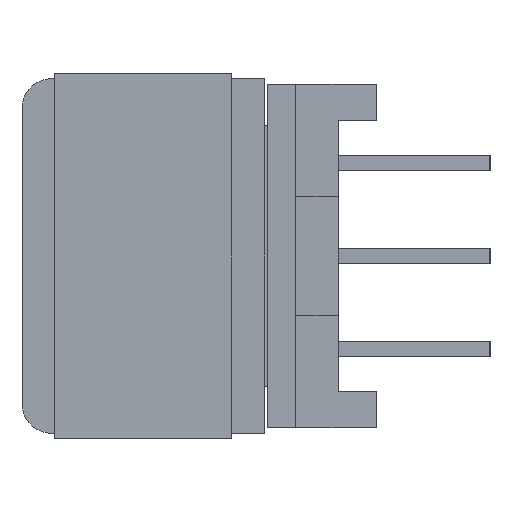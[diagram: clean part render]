
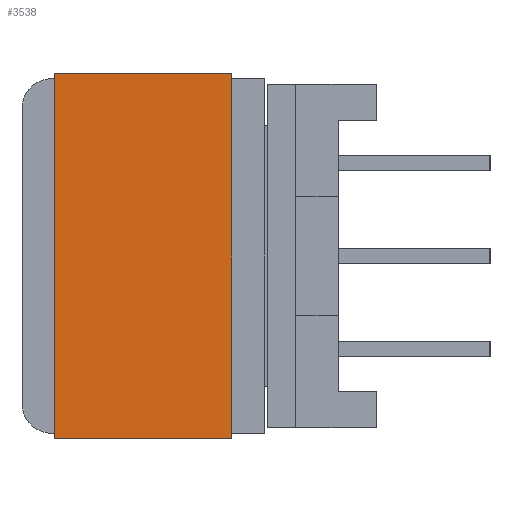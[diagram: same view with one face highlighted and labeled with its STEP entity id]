
A CAD part, left-side view. The second image highlights one B-rep face of the part: STEP entity #3538.
In plain terms, the highlighted planar face has unit normal (-1, 0, 0).
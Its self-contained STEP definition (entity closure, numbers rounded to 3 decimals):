
#54 = CARTESIAN_POINT ( 'NONE',  ( -0.14, 0.14, -4.75 ) ) ;
#261 = EDGE_CURVE ( 'NONE', #3348, #1416, #1218, .T. ) ;
#310 = CARTESIAN_POINT ( 'NONE',  ( -0.14, 0.14, -4.75 ) ) ;
#401 = DIRECTION ( 'NONE',  ( 0., -1., 0. ) ) ;
#429 = CARTESIAN_POINT ( 'NONE',  ( -0.14, -9.64, 0. ) ) ;
#435 = CARTESIAN_POINT ( 'NONE',  ( -0.14, 0.14, 0. ) ) ;
#476 = LINE ( 'NONE', #3697, #3993 ) ;
#479 = CARTESIAN_POINT ( 'NONE',  ( -0.14, -9.64, -4.75 ) ) ;
#632 = DIRECTION ( 'NONE',  ( 0., 0., 1. ) ) ;
#667 = VECTOR ( 'NONE', #401, 1000. ) ;
#720 = ORIENTED_EDGE ( 'NONE', *, *, #3052, .F. ) ;
#831 = CARTESIAN_POINT ( 'NONE',  ( -0.14, 0.14, -4.75 ) ) ;
#1186 = DIRECTION ( 'NONE',  ( 0., -1., 0. ) ) ;
#1218 = LINE ( 'NONE', #479, #2959 ) ;
#1287 = FACE_OUTER_BOUND ( 'NONE', #3458, .T. ) ;
#1416 = VERTEX_POINT ( 'NONE', #429 ) ;
#1639 = ORIENTED_EDGE ( 'NONE', *, *, #3144, .T. ) ;
#1719 = LINE ( 'NONE', #54, #667 ) ;
#1893 = EDGE_CURVE ( 'NONE', #2611, #1416, #476, .T. ) ;
#1979 = DIRECTION ( 'NONE',  ( 0., -1., 0. ) ) ;
#2094 = LINE ( 'NONE', #310, #3031 ) ;
#2321 = CARTESIAN_POINT ( 'NONE',  ( -0.14, 0.14, -4.75 ) ) ;
#2611 = VERTEX_POINT ( 'NONE', #435 ) ;
#2919 = DIRECTION ( 'NONE',  ( 0., 0., 1. ) ) ;
#2959 = VECTOR ( 'NONE', #2919, 1000. ) ;
#3031 = VECTOR ( 'NONE', #632, 1000. ) ;
#3043 = AXIS2_PLACEMENT_3D ( 'NONE', #831, #3278, #1186 ) ;
#3052 = EDGE_CURVE ( 'NONE', #4257, #2611, #2094, .T. ) ;
#3144 = EDGE_CURVE ( 'NONE', #4257, #3348, #1719, .T. ) ;
#3278 = DIRECTION ( 'NONE',  ( -1., 0., 0. ) ) ;
#3348 = VERTEX_POINT ( 'NONE', #3865 ) ;
#3458 = EDGE_LOOP ( 'NONE', ( #3999, #720, #1639, #4003 ) ) ;
#3538 = ADVANCED_FACE ( 'NONE', ( #1287 ), #3617, .T. ) ;
#3617 = PLANE ( 'NONE',  #3043 ) ;
#3697 = CARTESIAN_POINT ( 'NONE',  ( -0.14, 0.14, 0. ) ) ;
#3865 = CARTESIAN_POINT ( 'NONE',  ( -0.14, -9.64, -4.75 ) ) ;
#3993 = VECTOR ( 'NONE', #1979, 1000. ) ;
#3999 = ORIENTED_EDGE ( 'NONE', *, *, #1893, .F. ) ;
#4003 = ORIENTED_EDGE ( 'NONE', *, *, #261, .T. ) ;
#4257 = VERTEX_POINT ( 'NONE', #2321 ) ;
